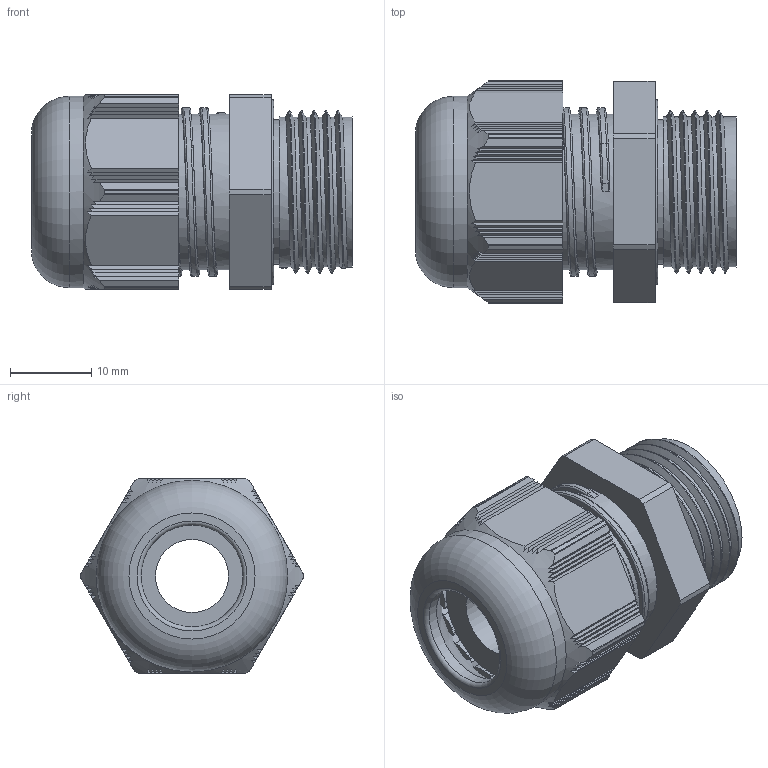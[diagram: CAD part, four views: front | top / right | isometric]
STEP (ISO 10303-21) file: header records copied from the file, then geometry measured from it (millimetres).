
FILE_DESCRIPTION(/* description */ ('Euro-Top M20, KB: 5-9 mm'),/* implementation_level */ '2;1');
FILE_NAME(/* name */ '11180520-RST.stp',/* time_stamp */ '2019-11-21T11:09:46+01:00',/* author */ ('sl'),/* organization */ (''),/* preprocessor_version */ 'ST-DEVELOPER v16.5',/* originating_system */ 'Autodesk Inventor 2017',/* authorisation */ '');
FILE_SCHEMA (('AUTOMOTIVE_DESIGN { 1 0 10303 214 3 1 1 }'));
Length unit declared in the file: millimetre
Products named in the file (4): 11180520; 11080520; 11080520_1; 11180520_1
Assembly tree (3 placements, depth 2):
  11180520
    11080520
    11080520_1
    11180520_1
Bounding box: 39.5 x 27.38 x 24 mm (x, y, z)
Volume: 9490.8 mm3; surface area: 9857.3 mm2
Topology: 3 solids, 3 shells, 319 faces, 907 edges, 598 vertices
Faces by surface type: plane 192, cylinder 88, torus 19, bspline 16, cone 4
Full cylindrical faces by diameter (mm): 9 x1, 12.54 x1, 12.8 x1, 14.12 x1, 15.84 x1, 15.88 x1, 17.76 x1, 18.478 x5, 19.2 x5, 19.54 x4, 21.44 x4, 23.57 x1
Entity records: 13130 total; most frequent: CARTESIAN_POINT 5625, ORIENTED_EDGE 1652, DIRECTION 1445, EDGE_CURVE 826, VERTEX_POINT 556, AXIS2_PLACEMENT_3D 508, LINE 429, VECTOR 429
